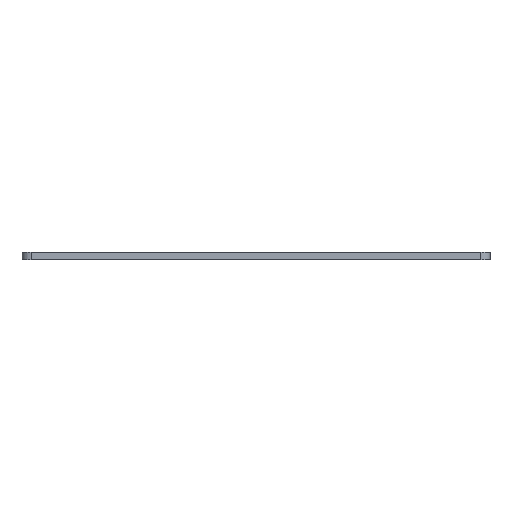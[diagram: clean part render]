
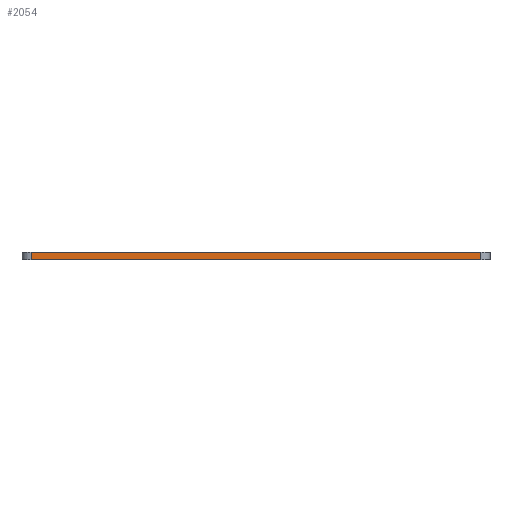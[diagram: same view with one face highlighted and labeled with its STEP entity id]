
A CAD part, front view. The second image highlights one B-rep face of the part: STEP entity #2054.
In plain terms, the highlighted planar face has unit normal (0, -1, 0).
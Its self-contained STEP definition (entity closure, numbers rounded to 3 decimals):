
#146 = VERTEX_POINT('',#147);
#147 = CARTESIAN_POINT('',(185.64,-138.835,0.));
#154 = EDGE_CURVE('',#146,#155,#157,.T.);
#155 = VERTEX_POINT('',#156);
#156 = CARTESIAN_POINT('',(89.64,-138.835,0.));
#157 = LINE('',#158,#159);
#158 = CARTESIAN_POINT('',(185.64,-138.835,0.));
#159 = VECTOR('',#160,1.);
#160 = DIRECTION('',(-1.,0.,0.));
#1078 = VERTEX_POINT('',#1079);
#1079 = CARTESIAN_POINT('',(185.64,-138.835,1.6));
#1086 = EDGE_CURVE('',#1078,#1087,#1089,.T.);
#1087 = VERTEX_POINT('',#1088);
#1088 = CARTESIAN_POINT('',(89.64,-138.835,1.6));
#1089 = LINE('',#1090,#1091);
#1090 = CARTESIAN_POINT('',(185.64,-138.835,1.6));
#1091 = VECTOR('',#1092,1.);
#1092 = DIRECTION('',(-1.,0.,0.));
#2026 = EDGE_CURVE('',#146,#1078,#2027,.T.);
#2027 = LINE('',#2028,#2029);
#2028 = CARTESIAN_POINT('',(185.64,-138.835,0.));
#2029 = VECTOR('',#2030,1.);
#2030 = DIRECTION('',(0.,0.,1.));
#2054 = ADVANCED_FACE('',(#2055),#2066,.T.);
#2055 = FACE_BOUND('',#2056,.T.);
#2056 = EDGE_LOOP('',(#2057,#2058,#2059,#2065));
#2057 = ORIENTED_EDGE('',*,*,#2026,.T.);
#2058 = ORIENTED_EDGE('',*,*,#1086,.T.);
#2059 = ORIENTED_EDGE('',*,*,#2060,.F.);
#2060 = EDGE_CURVE('',#155,#1087,#2061,.T.);
#2061 = LINE('',#2062,#2063);
#2062 = CARTESIAN_POINT('',(89.64,-138.835,0.));
#2063 = VECTOR('',#2064,1.);
#2064 = DIRECTION('',(0.,0.,1.));
#2065 = ORIENTED_EDGE('',*,*,#154,.F.);
#2066 = PLANE('',#2067);
#2067 = AXIS2_PLACEMENT_3D('',#2068,#2069,#2070);
#2068 = CARTESIAN_POINT('',(185.64,-138.835,0.));
#2069 = DIRECTION('',(0.,-1.,0.));
#2070 = DIRECTION('',(-1.,0.,0.));
